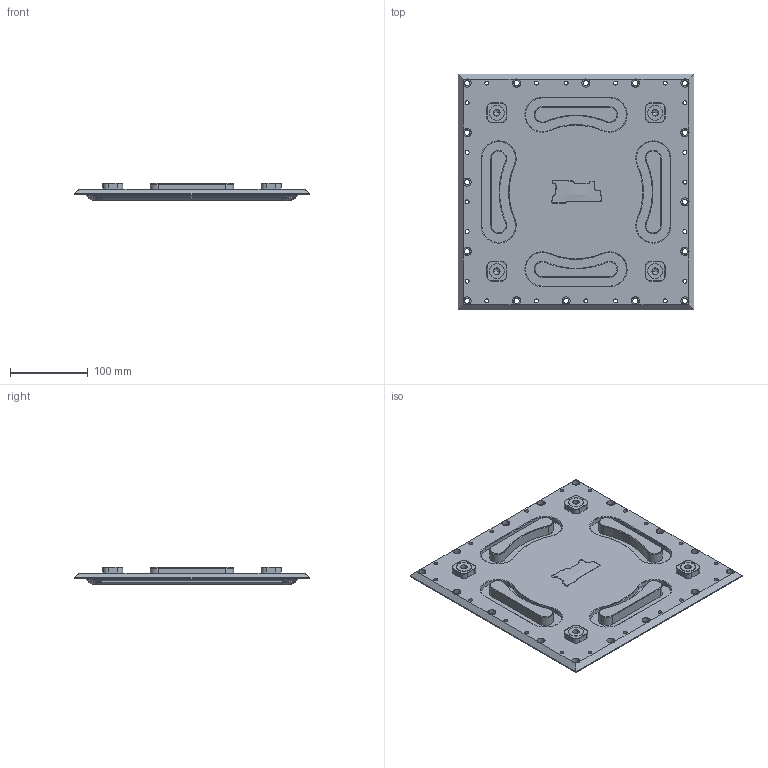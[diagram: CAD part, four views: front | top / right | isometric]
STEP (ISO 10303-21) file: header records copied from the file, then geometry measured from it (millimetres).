
FILE_DESCRIPTION (( 'STEP AP214' ), '1' );
FILE_NAME ('VC-01-903.STEP', '2017-07-26T21:12:19', ( 'Rick' ), ( 'Microsoft' ), 'SwSTEP 2.0', 'SolidWorks 2017', '' );
FILE_SCHEMA (( 'AUTOMOTIVE_DESIGN' ));
Length unit declared in the file: inch
Products named in the file (3): VC-01-903; VC-01-903_Blank With Handles and Logo; VC-01-667
Assembly tree (2 placements, depth 2):
  VC-01-903
    VC-01-903_Blank With Handles and Logo
    VC-01-667
Bounding box: 301.75 x 301.75 x 22.86 mm (x, y, z)
Volume: 1162126.3 mm3; surface area: 245802.2 mm2
Topology: 4 solids, 4 shells, 853 faces, 2142 edges, 1272 vertices
Faces by surface type: cylinder 417, cone 216, plane 173, bspline 39, torus 8
Entity records: 31102 total; most frequent: CARTESIAN_POINT 5955, DIRECTION 4523, ORIENTED_EDGE 4040, EDGE_CURVE 2020, AXIS2_PLACEMENT_3D 1791, VERTEX_POINT 1272, EDGE_LOOP 1024, CIRCLE 972
